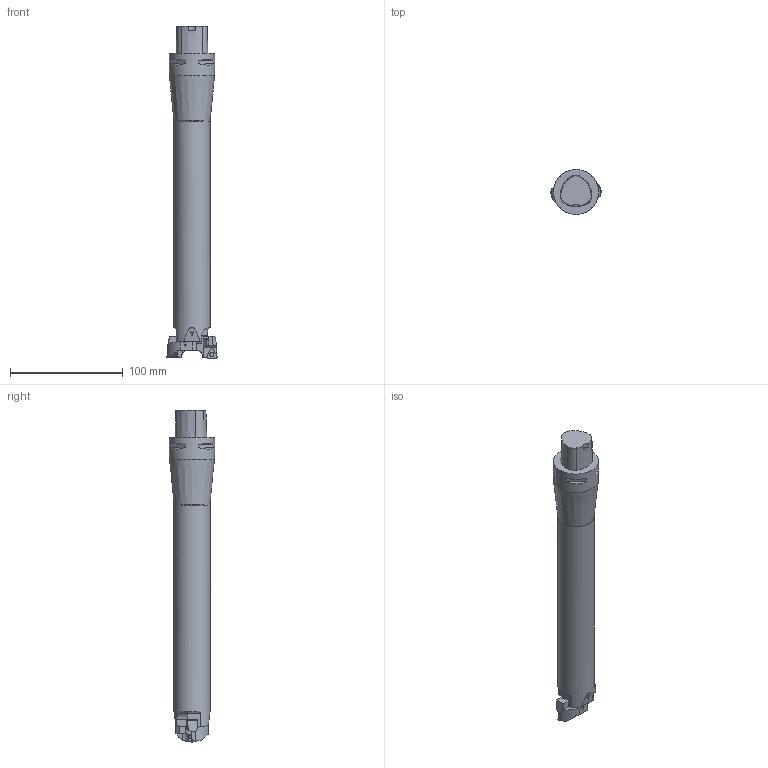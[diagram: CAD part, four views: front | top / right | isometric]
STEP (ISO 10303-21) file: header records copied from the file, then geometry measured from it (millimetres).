
FILE_DESCRIPTION(/* description */ (''),/* implementation_level */ '2;1');
FILE_NAME(/* name */ '1548245589651.stp',/* time_stamp */ '2019-01-23T13:13:27+01:00',/* author */ (''),/* organization */ ('SMS'),/* preprocessor_version */ 'ST-DEVELOPER v15',/* originating_system */ 'SIEMENS PLM Software NX 8.5',/* authorisation */ '');
FILE_SCHEMA (('AUTOMOTIVE_DESIGN { 1 0 10303 214 3 1 1 1 }'));
Length unit declared in the file: millimetre
Products named in the file (10): ASSEMBLY_CONSTRUCTION; 202022048mod000_00; 202024374mod000_00; 202021939mod000_00; 201108693mod000_00; 202022171mod000_00; 202022170mod000_00; 202022386mod000_00
Assembly tree (10 placements, depth 3):
  202022386mod000_00
    202022170mod000_00
      202021939mod000_00
      202024374mod000_00
      ASSEMBLY_CONSTRUCTION
    202022171mod000_00
      202022048mod000_00
      202024374mod000_00
      ASSEMBLY_CONSTRUCTION
    201108693mod000_00
    ASSEMBLY_CONSTRUCTION
Bounding box: 44.99 x 40 x 294 mm (x, y, z)
Volume: 241091 mm3; surface area: 35128.5 mm2
Topology: 5 solids, 5 shells, 206 faces, 535 edges, 374 vertices
Faces by surface type: plane 138, cylinder 26, cone 17, extrusion 16, torus 9
Full cylindrical faces by diameter (mm): 2.8 x4, 32 x1, 40 x1
Entity records: 6854 total; most frequent: CARTESIAN_POINT 1763, ORIENTED_EDGE 952, DIRECTION 913, EDGE_CURVE 476, VERTEX_POINT 323, VECTOR 305, AXIS2_PLACEMENT_3D 304, LINE 289
